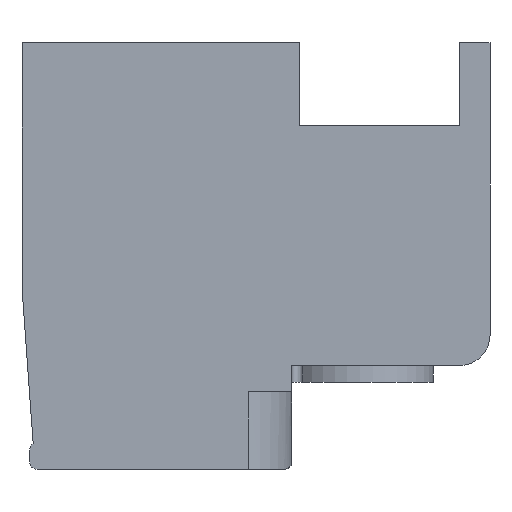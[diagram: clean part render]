
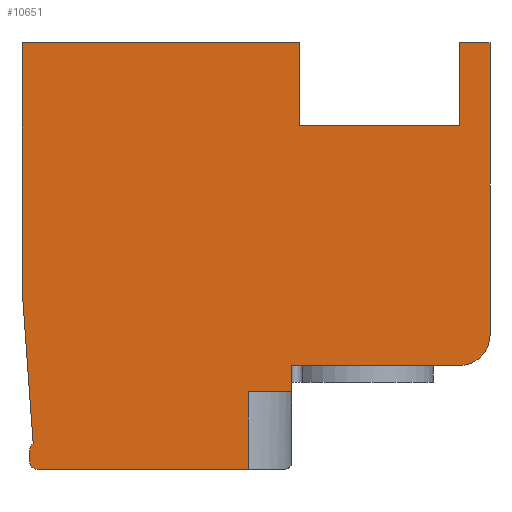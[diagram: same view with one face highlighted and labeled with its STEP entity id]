
A CAD part, front view. The second image highlights one B-rep face of the part: STEP entity #10651.
In plain terms, the highlighted planar face has unit normal (0, -1, 0).
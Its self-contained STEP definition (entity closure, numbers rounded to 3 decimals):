
#1=DIRECTION('',(0.,0.,1.));
#2=VECTOR('',#1,2.05);
#3=CARTESIAN_POINT('',(-0.15,0.,-6.175));
#4=LINE('',#3,#2);
#5=DIRECTION('',(-1.,0.,0.));
#6=VECTOR('',#5,5.6);
#7=CARTESIAN_POINT('',(-0.15,0.,-6.175));
#8=LINE('',#7,#6);
#9=CARTESIAN_POINT('',(-5.75,0.,-5.975));
#10=DIRECTION('',(0.,1.,0.));
#11=DIRECTION('',(0.,0.,-1.));
#12=AXIS2_PLACEMENT_3D('',#9,#10,#11);
#14=DIRECTION('',(0.,0.,1.));
#15=VECTOR('',#14,0.3);
#16=CARTESIAN_POINT('',(-5.95,0.,-5.975));
#17=LINE('',#16,#15);
#18=CARTESIAN_POINT('',(-5.75,0.,-5.675));
#19=DIRECTION('',(0.,1.,0.));
#20=DIRECTION('',(-1.,0.,0.));
#21=AXIS2_PLACEMENT_3D('',#18,#19,#20);
#23=DIRECTION('',(-0.072,0.,0.997));
#24=VECTOR('',#23,4.13);
#25=CARTESIAN_POINT('',(-5.854,0.,-5.504));
#26=LINE('',#25,#24);
#27=DIRECTION('',(0.,0.,1.));
#28=VECTOR('',#27,6.51);
#29=CARTESIAN_POINT('',(-6.15,0.,-1.385));
#30=LINE('',#29,#28);
#31=DIRECTION('',(1.,0.,0.));
#32=VECTOR('',#31,7.35);
#33=CARTESIAN_POINT('',(-6.15,0.,5.125));
#34=LINE('',#33,#32);
#35=DIRECTION('',(0.,0.,-1.));
#36=VECTOR('',#35,2.2);
#37=CARTESIAN_POINT('',(1.2,0.,5.125));
#38=LINE('',#37,#36);
#39=DIRECTION('',(1.,0.,0.));
#40=VECTOR('',#39,4.25);
#41=CARTESIAN_POINT('',(1.2,0.,2.925));
#42=LINE('',#41,#40);
#43=DIRECTION('',(0.,0.,1.));
#44=VECTOR('',#43,2.2);
#45=CARTESIAN_POINT('',(5.45,0.,2.925));
#46=LINE('',#45,#44);
#47=DIRECTION('',(1.,0.,0.));
#48=VECTOR('',#47,0.8);
#49=CARTESIAN_POINT('',(5.45,0.,5.125));
#50=LINE('',#49,#48);
#51=DIRECTION('',(0.,0.,-1.));
#52=VECTOR('',#51,7.75);
#53=CARTESIAN_POINT('',(6.25,0.,5.125));
#54=LINE('',#53,#52);
#55=CARTESIAN_POINT('',(5.45,0.,-2.625));
#56=DIRECTION('',(0.,1.,0.));
#57=DIRECTION('',(1.,0.,0.));
#58=AXIS2_PLACEMENT_3D('',#55,#56,#57);
#60=DIRECTION('',(-1.,0.,0.));
#61=VECTOR('',#60,4.45);
#62=CARTESIAN_POINT('',(5.45,0.,-3.425));
#63=LINE('',#62,#61);
#64=DIRECTION('',(0.,0.,-1.));
#65=VECTOR('',#64,0.7);
#66=CARTESIAN_POINT('',(1.,0.,-3.425));
#67=LINE('',#66,#65);
#68=DIRECTION('',(1.,0.,0.));
#69=VECTOR('',#68,1.15);
#70=CARTESIAN_POINT('',(-0.15,0.,-4.125));
#71=LINE('',#70,#69);
#8210=CARTESIAN_POINT('',(6.25,0.,5.125));
#8211=CARTESIAN_POINT('',(6.25,0.,-2.625));
#8212=VERTEX_POINT('',#8210);
#8213=VERTEX_POINT('',#8211);
#8214=CARTESIAN_POINT('',(5.45,0.,-3.425));
#8215=VERTEX_POINT('',#8214);
#8216=CARTESIAN_POINT('',(1.,0.,-3.425));
#8217=VERTEX_POINT('',#8216);
#8218=CARTESIAN_POINT('',(-5.75,0.,-6.175));
#8219=CARTESIAN_POINT('',(-5.95,0.,-5.975));
#8220=VERTEX_POINT('',#8218);
#8221=VERTEX_POINT('',#8219);
#8222=CARTESIAN_POINT('',(-5.95,0.,-5.675));
#8223=VERTEX_POINT('',#8222);
#8224=CARTESIAN_POINT('',(-5.854,0.,-5.504));
#8225=VERTEX_POINT('',#8224);
#8226=CARTESIAN_POINT('',(-6.15,0.,-1.385));
#8227=VERTEX_POINT('',#8226);
#8228=CARTESIAN_POINT('',(-6.15,0.,5.125));
#8229=VERTEX_POINT('',#8228);
#8230=CARTESIAN_POINT('',(1.2,0.,5.125));
#8231=CARTESIAN_POINT('',(1.2,0.,2.925));
#8232=VERTEX_POINT('',#8230);
#8233=VERTEX_POINT('',#8231);
#8234=CARTESIAN_POINT('',(5.45,0.,2.925));
#8235=VERTEX_POINT('',#8234);
#8236=CARTESIAN_POINT('',(5.45,0.,5.125));
#8237=VERTEX_POINT('',#8236);
#8408=CARTESIAN_POINT('',(-0.15,0.,-6.175));
#8409=CARTESIAN_POINT('',(-0.15,0.,-4.125));
#8410=VERTEX_POINT('',#8408);
#8411=VERTEX_POINT('',#8409);
#8412=CARTESIAN_POINT('',(1.,0.,-4.125));
#8413=VERTEX_POINT('',#8412);
#10610=CARTESIAN_POINT('',(0.,0.,0.));
#10611=DIRECTION('',(0.,1.,0.));
#10612=DIRECTION('',(1.,0.,0.));
#10613=AXIS2_PLACEMENT_3D('',#10610,#10611,#10612);
#10614=PLANE('',#10613);
#10616=ORIENTED_EDGE('',*,*,#10615,.F.);
#10618=ORIENTED_EDGE('',*,*,#10617,.T.);
#10620=ORIENTED_EDGE('',*,*,#10619,.T.);
#10622=ORIENTED_EDGE('',*,*,#10621,.T.);
#10624=ORIENTED_EDGE('',*,*,#10623,.T.);
#10626=ORIENTED_EDGE('',*,*,#10625,.T.);
#10628=ORIENTED_EDGE('',*,*,#10627,.T.);
#10630=ORIENTED_EDGE('',*,*,#10629,.T.);
#10632=ORIENTED_EDGE('',*,*,#10631,.T.);
#10634=ORIENTED_EDGE('',*,*,#10633,.T.);
#10636=ORIENTED_EDGE('',*,*,#10635,.T.);
#10638=ORIENTED_EDGE('',*,*,#10637,.T.);
#10640=ORIENTED_EDGE('',*,*,#10639,.T.);
#10642=ORIENTED_EDGE('',*,*,#10641,.T.);
#10644=ORIENTED_EDGE('',*,*,#10643,.T.);
#10646=ORIENTED_EDGE('',*,*,#10645,.T.);
#10648=ORIENTED_EDGE('',*,*,#10647,.F.);
#10649=EDGE_LOOP('',(#10616,#10618,#10620,#10622,#10624,#10626,#10628,#10630,
#10632,#10634,#10636,#10638,#10640,#10642,#10644,#10646,#10648));
#10650=FACE_OUTER_BOUND('',#10649,.F.);
#10651=ADVANCED_FACE('',(#10650),#10614,.F.);
#13=CIRCLE('',#12,0.2);
#22=CIRCLE('',#21,0.2);
#59=CIRCLE('',#58,0.8);
#10615=EDGE_CURVE('',#8410,#8411,#4,.T.);
#10617=EDGE_CURVE('',#8410,#8220,#8,.T.);
#10619=EDGE_CURVE('',#8220,#8221,#13,.T.);
#10621=EDGE_CURVE('',#8221,#8223,#17,.T.);
#10623=EDGE_CURVE('',#8223,#8225,#22,.T.);
#10625=EDGE_CURVE('',#8225,#8227,#26,.T.);
#10627=EDGE_CURVE('',#8227,#8229,#30,.T.);
#10629=EDGE_CURVE('',#8229,#8232,#34,.T.);
#10631=EDGE_CURVE('',#8232,#8233,#38,.T.);
#10633=EDGE_CURVE('',#8233,#8235,#42,.T.);
#10635=EDGE_CURVE('',#8235,#8237,#46,.T.);
#10637=EDGE_CURVE('',#8237,#8212,#50,.T.);
#10639=EDGE_CURVE('',#8212,#8213,#54,.T.);
#10641=EDGE_CURVE('',#8213,#8215,#59,.T.);
#10643=EDGE_CURVE('',#8215,#8217,#63,.T.);
#10645=EDGE_CURVE('',#8217,#8413,#67,.T.);
#10647=EDGE_CURVE('',#8411,#8413,#71,.T.);
